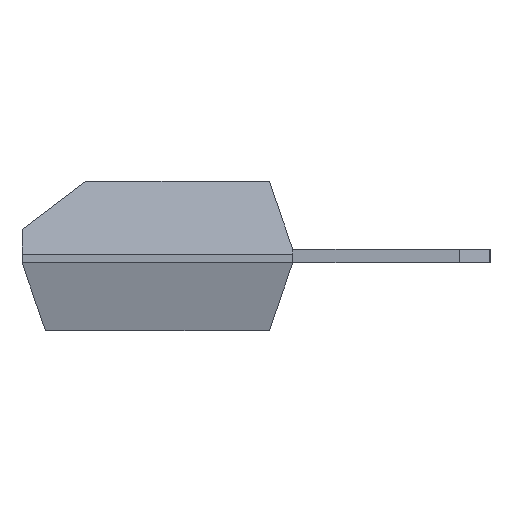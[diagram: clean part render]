
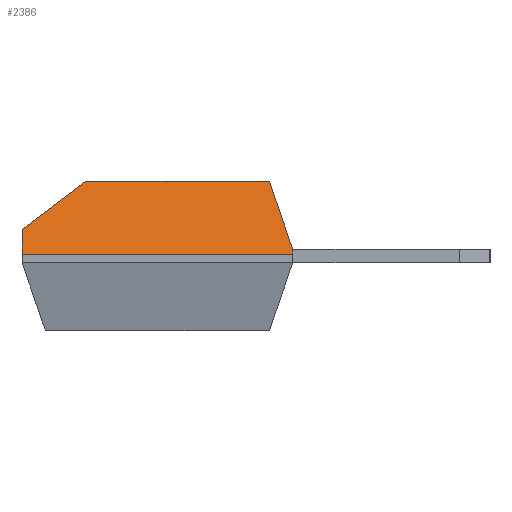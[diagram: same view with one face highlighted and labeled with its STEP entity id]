
A CAD part, left-side view. The second image highlights one B-rep face of the part: STEP entity #2386.
In plain terms, the highlighted planar face has unit normal (-0.965, 0, 0.264).
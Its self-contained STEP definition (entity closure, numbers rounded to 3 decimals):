
#151 = VERTEX_POINT ( 'NONE', #6293 ) ;
#166 = VERTEX_POINT ( 'NONE', #6404 ) ;
#493 = CARTESIAN_POINT ( 'NONE',  ( -9.62, 3.173, 3.335 ) ) ;
#499 = DIRECTION ( 'NONE',  ( 0.162, -0.788, 0.593 ) ) ;
#608 = EDGE_LOOP ( 'NONE', ( #7909, #7902, #7920, #7883, #7914, #7869 ) ) ;
#1273 = CARTESIAN_POINT ( 'NONE',  ( -9.8, -17.92, 2.677 ) ) ;
#1289 = DIRECTION ( 'NONE',  ( -0.965, 0., 0.263 ) ) ;
#1298 = PLANE ( 'NONE',  #3066 ) ;
#1301 = DIRECTION ( 'NONE',  ( 0.263, 0., 0.965 ) ) ;
#2386 = ADVANCED_FACE ( 'NONE', ( #2817 ), #1298, .T. ) ;
#2817 = FACE_OUTER_BOUND ( 'NONE', #608, .T. ) ;
#3066 = AXIS2_PLACEMENT_3D ( 'NONE', #1273, #1289, #1301 ) ;
#3365 = LINE ( 'NONE', #8208, #3393 ) ;
#3393 = VECTOR ( 'NONE', #8212, 1000. ) ;
#3428 = VECTOR ( 'NONE', #8232, 1000. ) ;
#3443 = LINE ( 'NONE', #8142, #3428 ) ;
#3477 = VECTOR ( 'NONE', #5006, 1000. ) ;
#3488 = LINE ( 'NONE', #5005, #3477 ) ;
#3768 = LINE ( 'NONE', #7152, #3781 ) ;
#3781 = VECTOR ( 'NONE', #7159, 1000. ) ;
#3807 = LINE ( 'NONE', #7443, #3848 ) ;
#3808 = VECTOR ( 'NONE', #499, 1000. ) ;
#3820 = LINE ( 'NONE', #493, #3808 ) ;
#3848 = VECTOR ( 'NONE', #7428, 1000. ) ;
#5005 = CARTESIAN_POINT ( 'NONE',  ( -9.766, 0., 2.8 ) ) ;
#5006 = DIRECTION ( 'NONE',  ( 0., 1., 0. ) ) ;
#5017 = CARTESIAN_POINT ( 'NONE',  ( -10.115, 0., 1.525 ) ) ;
#5584 = EDGE_CURVE ( 'NONE', #6628, #6621, #3768, .T. ) ;
#6293 = CARTESIAN_POINT ( 'NONE',  ( -9.766, 0.44, 2.8 ) ) ;
#6404 = CARTESIAN_POINT ( 'NONE',  ( -9.766, 3.884, 2.8 ) ) ;
#6621 = VERTEX_POINT ( 'NONE', #7310 ) ;
#6628 = VERTEX_POINT ( 'NONE', #7284 ) ;
#6714 = VERTEX_POINT ( 'NONE', #7411 ) ;
#6800 = EDGE_CURVE ( 'NONE', #8087, #151, #3807, .T. ) ;
#6817 = EDGE_CURVE ( 'NONE', #6714, #166, #3820, .T. ) ;
#7025 = EDGE_CURVE ( 'NONE', #6628, #8087, #3365, .T. ) ;
#7030 = EDGE_CURVE ( 'NONE', #6621, #6714, #3443, .T. ) ;
#7085 = EDGE_CURVE ( 'NONE', #151, #166, #3488, .T. ) ;
#7152 = CARTESIAN_POINT ( 'NONE',  ( -10.14, -17.92, 1.432 ) ) ;
#7159 = DIRECTION ( 'NONE',  ( 0., 1., 0. ) ) ;
#7284 = CARTESIAN_POINT ( 'NONE',  ( -10.14, 0., 1.432 ) ) ;
#7310 = CARTESIAN_POINT ( 'NONE',  ( -10.14, 5.08, 1.432 ) ) ;
#7411 = CARTESIAN_POINT ( 'NONE',  ( -10.012, 5.08, 1.9 ) ) ;
#7428 = DIRECTION ( 'NONE',  ( 0.25, 0.316, 0.915 ) ) ;
#7443 = CARTESIAN_POINT ( 'NONE',  ( -10.634, -0.656, -0.376 ) ) ;
#7869 = ORIENTED_EDGE ( 'NONE', *, *, #7030, .F. ) ;
#7883 = ORIENTED_EDGE ( 'NONE', *, *, #7085, .T. ) ;
#7902 = ORIENTED_EDGE ( 'NONE', *, *, #7025, .T. ) ;
#7909 = ORIENTED_EDGE ( 'NONE', *, *, #5584, .F. ) ;
#7914 = ORIENTED_EDGE ( 'NONE', *, *, #6817, .F. ) ;
#7920 = ORIENTED_EDGE ( 'NONE', *, *, #6800, .T. ) ;
#8087 = VERTEX_POINT ( 'NONE', #5017 ) ;
#8142 = CARTESIAN_POINT ( 'NONE',  ( -9.8, 5.08, 2.677 ) ) ;
#8208 = CARTESIAN_POINT ( 'NONE',  ( -8.383, 0., 7.864 ) ) ;
#8212 = DIRECTION ( 'NONE',  ( 0.263, 0., 0.965 ) ) ;
#8232 = DIRECTION ( 'NONE',  ( 0.263, 0., 0.965 ) ) ;
